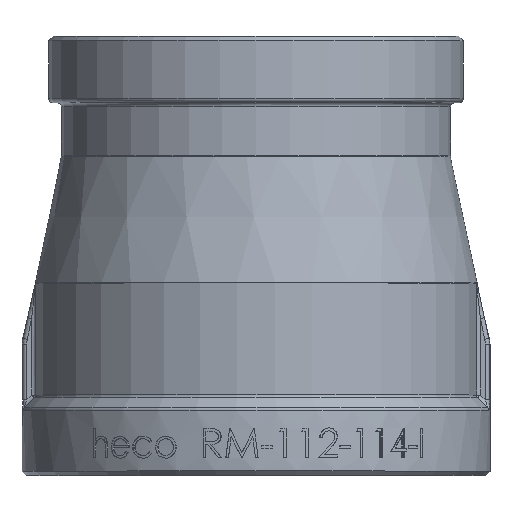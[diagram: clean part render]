
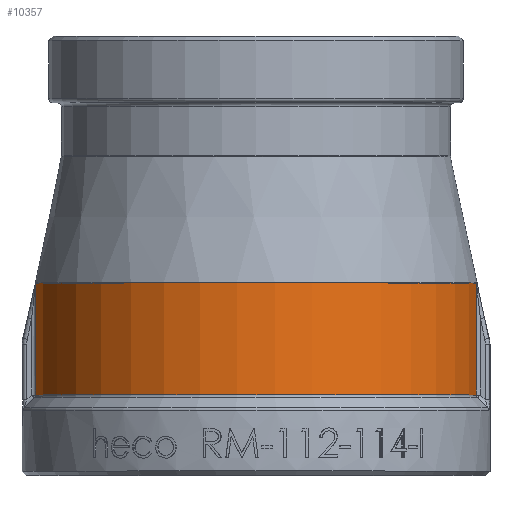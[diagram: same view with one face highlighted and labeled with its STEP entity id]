
A CAD part, top view. The second image highlights one B-rep face of the part: STEP entity #10357.
In plain terms, the highlighted cylindrical face has radius 26.75 mm (diameter 53.5 mm), a partial arc.
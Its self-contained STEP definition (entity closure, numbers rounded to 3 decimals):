
#76 = ORIENTED_EDGE ( 'NONE', *, *, #3030, .F. ) ;
#104 = ORIENTED_EDGE ( 'NONE', *, *, #3032, .F. ) ;
#134 = ORIENTED_EDGE ( 'NONE', *, *, #3022, .F. ) ;
#192 = ORIENTED_EDGE ( 'NONE', *, *, #3037, .F. ) ;
#2322 = DIRECTION ( 'NONE',  ( 0., -1., 0. ) ) ;
#2324 = DIRECTION ( 'NONE',  ( -1., 0., 0. ) ) ;
#2336 = CARTESIAN_POINT ( 'NONE',  ( 0., -16.793, 0. ) ) ;
#2888 = AXIS2_PLACEMENT_3D ( 'NONE', #12977, #12976, #12975 ) ;
#2903 = AXIS2_PLACEMENT_3D ( 'NONE', #2336, #2322, #2324 ) ;
#2920 = AXIS2_PLACEMENT_3D ( 'NONE', #5100, #5102, #5107 ) ;
#3022 = EDGE_CURVE ( 'NONE', #9245, #9246, #9875, .T. ) ;
#3030 = EDGE_CURVE ( 'NONE', #9242, #9245, #9871, .T. ) ;
#3032 = EDGE_CURVE ( 'NONE', #9246, #9243, #9868, .T. ) ;
#3037 = EDGE_CURVE ( 'NONE', #9243, #9242, #9882, .T. ) ;
#3981 = CARTESIAN_POINT ( 'NONE',  ( -26.587, -16.793, 2.945 ) ) ;
#3982 = CARTESIAN_POINT ( 'NONE',  ( 26.587, -16.793, 2.945 ) ) ;
#3985 = CARTESIAN_POINT ( 'NONE',  ( -26.587, -3.3, 2.945 ) ) ;
#3987 = CARTESIAN_POINT ( 'NONE',  ( 26.587, -3.3, 2.945 ) ) ;
#4991 = CARTESIAN_POINT ( 'NONE',  ( 26.587, -10.124, 2.945 ) ) ;
#4993 = DIRECTION ( 'NONE',  ( 0., -1., 0. ) ) ;
#5010 = CARTESIAN_POINT ( 'NONE',  ( -26.587, -10.124, 2.945 ) ) ;
#5017 = DIRECTION ( 'NONE',  ( 0., 1., 0. ) ) ;
#5100 = CARTESIAN_POINT ( 'NONE',  ( 0., -3.3, 0. ) ) ;
#5102 = DIRECTION ( 'NONE',  ( 0., 1., 0. ) ) ;
#5107 = DIRECTION ( 'NONE',  ( 0., 0., 1. ) ) ;
#9242 = VERTEX_POINT ( 'NONE', #3987 ) ;
#9243 = VERTEX_POINT ( 'NONE', #3985 ) ;
#9245 = VERTEX_POINT ( 'NONE', #3982 ) ;
#9246 = VERTEX_POINT ( 'NONE', #3981 ) ;
#9361 = EDGE_LOOP ( 'NONE', ( #192, #104, #134, #76 ) ) ;
#9867 = VECTOR ( 'NONE', #5017, 1000. ) ;
#9868 = LINE ( 'NONE', #5010, #9867 ) ;
#9869 = VECTOR ( 'NONE', #4993, 1000. ) ;
#9871 = LINE ( 'NONE', #4991, #9869 ) ;
#9875 = CIRCLE ( 'NONE', #2903, 26.75 ) ;
#9882 = CIRCLE ( 'NONE', #2920, 26.75 ) ;
#10357 = ADVANCED_FACE ( 'NONE', ( #13358 ), #13366, .T. ) ;
#12975 = DIRECTION ( 'NONE',  ( 1., 0., 0. ) ) ;
#12976 = DIRECTION ( 'NONE',  ( 0., -1., 0. ) ) ;
#12977 = CARTESIAN_POINT ( 'NONE',  ( 0., -10.124, 0. ) ) ;
#13358 = FACE_OUTER_BOUND ( 'NONE', #9361, .T. ) ;
#13366 = CYLINDRICAL_SURFACE ( 'NONE', #2888, 26.75 ) ;
